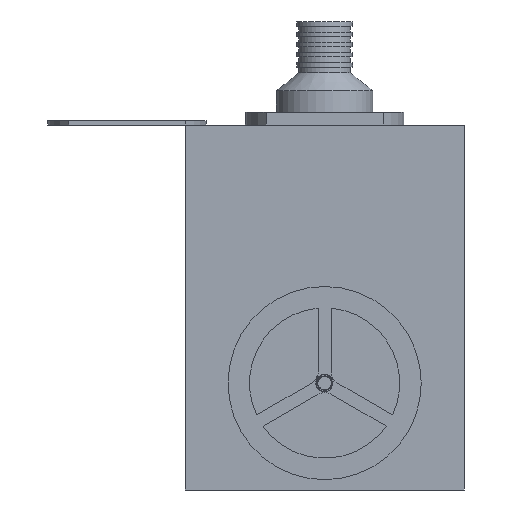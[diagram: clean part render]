
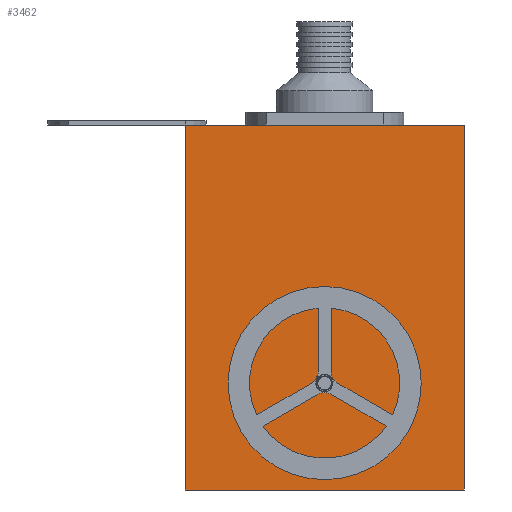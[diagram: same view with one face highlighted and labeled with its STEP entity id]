
A CAD part, left-side view. The second image highlights one B-rep face of the part: STEP entity #3462.
In plain terms, the highlighted planar face has unit normal (-1, 0, 0).
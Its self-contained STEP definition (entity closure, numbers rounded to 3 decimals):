
#176=FACE_BOUND('',#548,.T.);
#245=PLANE('',#3710);
#333=FACE_OUTER_BOUND('',#547,.T.);
#547=EDGE_LOOP('',(#2380,#2381,#2382,#2383));
#548=EDGE_LOOP('',(#2384));
#805=LINE('',#4968,#1051);
#835=LINE('',#5054,#1081);
#837=LINE('',#5058,#1083);
#839=LINE('',#5061,#1085);
#1051=VECTOR('',#4036,10.);
#1081=VECTOR('',#4120,10.);
#1083=VECTOR('',#4124,10.);
#1085=VECTOR('',#4128,10.);
#1294=CIRCLE('',#3685,2.2);
#1432=VERTEX_POINT('',#4965);
#1433=VERTEX_POINT('',#4967);
#1437=VERTEX_POINT('',#4979);
#1462=VERTEX_POINT('',#5053);
#1463=VERTEX_POINT('',#5057);
#1778=EDGE_CURVE('',#1432,#1433,#805,.T.);
#1785=EDGE_CURVE('',#1437,#1437,#1294,.T.);
#1822=EDGE_CURVE('',#1462,#1432,#835,.T.);
#1824=EDGE_CURVE('',#1463,#1433,#837,.T.);
#1826=EDGE_CURVE('',#1462,#1463,#839,.T.);
#2380=ORIENTED_EDGE('',*,*,#1822,.F.);
#2381=ORIENTED_EDGE('',*,*,#1826,.T.);
#2382=ORIENTED_EDGE('',*,*,#1824,.T.);
#2383=ORIENTED_EDGE('',*,*,#1778,.F.);
#2384=ORIENTED_EDGE('',*,*,#1785,.T.);
#3462=ADVANCED_FACE('',(#333,#176),#245,.T.);
#3685=AXIS2_PLACEMENT_3D('',#4981,#4048,#4049);
#3710=AXIS2_PLACEMENT_3D('',#5060,#4126,#4127);
#4036=DIRECTION('',(0.,1.,0.));
#4048=DIRECTION('center_axis',(1.,0.,0.));
#4049=DIRECTION('ref_axis',(0.,-1.,0.));
#4120=DIRECTION('',(0.,0.,-1.));
#4124=DIRECTION('',(0.,0.,-1.));
#4126=DIRECTION('center_axis',(-1.,0.,0.));
#4127=DIRECTION('ref_axis',(0.,-1.,0.));
#4128=DIRECTION('',(0.,1.,0.));
#4965=CARTESIAN_POINT('',(-12.5,-32.5,-83.));
#4967=CARTESIAN_POINT('',(-12.5,32.5,-83.));
#4968=CARTESIAN_POINT('',(-12.5,-32.5,-83.));
#4979=CARTESIAN_POINT('',(-12.5,2.2,-58.1));
#4981=CARTESIAN_POINT('Origin',(-12.5,0.,-58.1));
#5053=CARTESIAN_POINT('',(-12.5,-32.5,2.));
#5054=CARTESIAN_POINT('',(-12.5,-32.5,2.));
#5057=CARTESIAN_POINT('',(-12.5,32.5,2.));
#5058=CARTESIAN_POINT('',(-12.5,32.5,-39.));
#5060=CARTESIAN_POINT('Origin',(-12.5,0.,-18.5));
#5061=CARTESIAN_POINT('',(-12.5,-12.5,2.));
